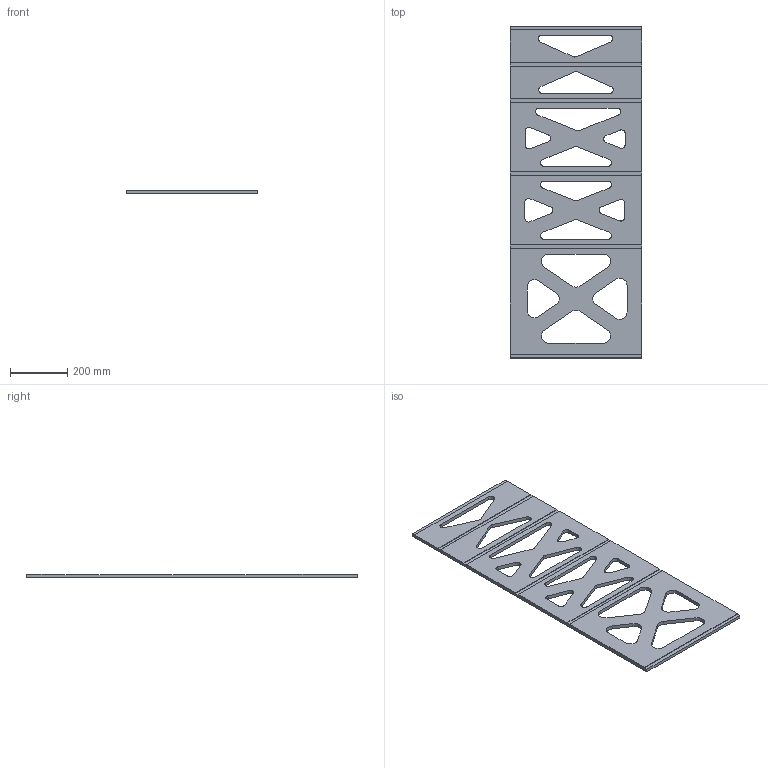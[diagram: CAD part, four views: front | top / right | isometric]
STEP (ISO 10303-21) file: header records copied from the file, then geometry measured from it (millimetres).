
FILE_DESCRIPTION(/* description */ (''),/* implementation_level */ '2;1');
FILE_NAME(/* name */ 'ShelfBack v12.step',/* time_stamp */ '2018-06-26T22:29:21-06:00',/* author */ ('2095478'),/* organization */ (''),/* preprocessor_version */ 'ST-DEVELOPER v17',/* originating_system */ 'Autodesk Translation Framework v7.1.0.215',/* authorisation */ '');
FILE_SCHEMA (('AUTOMOTIVE_DESIGN { 1 0 10303 214 3 1 1 }'));
Length unit declared in the file: millimetre
Products named in the file (1): ShelfBack
Bounding box: 457.2 x 1155.7 x 12.7 mm (x, y, z)
Volume: 4725013.5 mm3; surface area: 884627.9 mm2
Topology: 1 solids, 1 shells, 110 faces, 324 edges, 216 vertices
Faces by surface type: plane 68, cylinder 42
Entity records: 3761 total; most frequent: CARTESIAN_POINT 651, ORIENTED_EDGE 648, DIRECTION 630, EDGE_CURVE 324, LINE 240, VECTOR 240, VERTEX_POINT 216, AXIS2_PLACEMENT_3D 195
